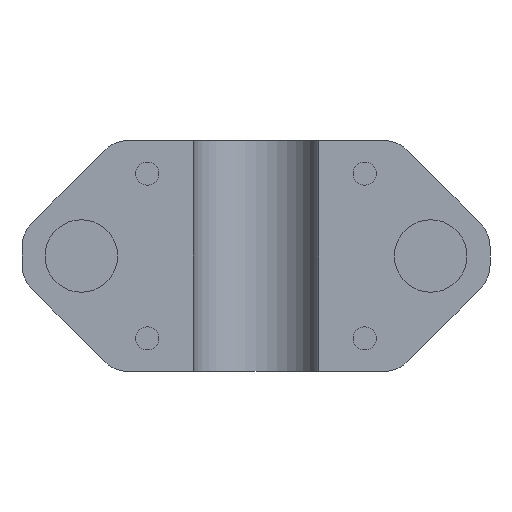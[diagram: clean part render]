
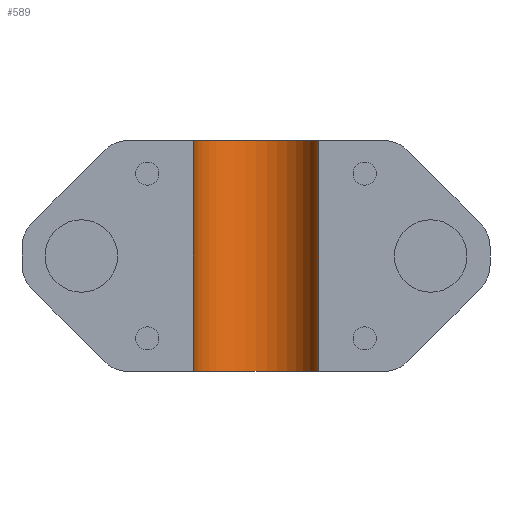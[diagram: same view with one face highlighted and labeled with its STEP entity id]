
A CAD part, left-side view. The second image highlights one B-rep face of the part: STEP entity #589.
In plain terms, the highlighted cylindrical face has radius 9.5 mm (diameter 19 mm), a partial arc.
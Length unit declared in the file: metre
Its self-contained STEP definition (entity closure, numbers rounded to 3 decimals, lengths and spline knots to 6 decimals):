
#28=CIRCLE('',#638,0.0095);
#45=CIRCLE('',#666,0.0095);
#67=CYLINDRICAL_SURFACE('',#675,0.0095);
#177=ORIENTED_EDGE('',*,*,#280,.F.);
#178=ORIENTED_EDGE('',*,*,#274,.F.);
#179=ORIENTED_EDGE('',*,*,#260,.F.);
#180=ORIENTED_EDGE('',*,*,#246,.F.);
#246=EDGE_CURVE('',#320,#316,#28,.T.);
#260=EDGE_CURVE('',#316,#327,#373,.T.);
#274=EDGE_CURVE('',#327,#339,#45,.T.);
#280=EDGE_CURVE('',#339,#320,#381,.T.);
#316=VERTEX_POINT('',#937);
#320=VERTEX_POINT('',#945);
#327=VERTEX_POINT('',#970);
#339=VERTEX_POINT('',#1004);
#373=LINE('',#972,#409);
#381=LINE('',#1015,#417);
#409=VECTOR('',#781,1.);
#417=VECTOR('',#827,1.);
#463=EDGE_LOOP('',(#177,#178,#179,#180));
#523=FACE_BOUND('',#463,.T.);
#589=ADVANCED_FACE('',(#523),#67,.F.);
#638=AXIS2_PLACEMENT_3D('',#946,#748,#749);
#666=AXIS2_PLACEMENT_3D('',#1003,#815,#816);
#675=AXIS2_PLACEMENT_3D('',#1029,#839,#840);
#748=DIRECTION('',(0.,0.,-1.));
#749=DIRECTION('',(1.,0.,0.));
#781=DIRECTION('',(0.,0.,-1.));
#815=DIRECTION('',(0.,0.,1.));
#816=DIRECTION('',(1.,0.,0.));
#827=DIRECTION('',(0.,0.,1.));
#839=DIRECTION('',(0.,0.,1.));
#840=DIRECTION('',(1.,0.,0.));
#937=CARTESIAN_POINT('',(0.18525,0.645503,-0.009294));
#945=CARTESIAN_POINT('',(0.18525,0.664497,-0.009294));
#946=CARTESIAN_POINT('',(0.185,0.655,-0.009294));
#970=CARTESIAN_POINT('',(0.18525,0.645503,-0.044294));
#972=CARTESIAN_POINT('',(0.18525,0.645503,-0.044294));
#1003=CARTESIAN_POINT('',(0.185,0.655,-0.044294));
#1004=CARTESIAN_POINT('',(0.18525,0.664497,-0.044294));
#1015=CARTESIAN_POINT('',(0.18525,0.664497,-0.044294));
#1029=CARTESIAN_POINT('',(0.185,0.655,-0.044294));
